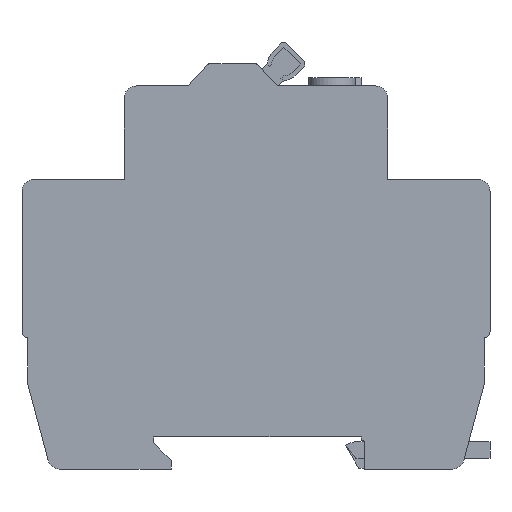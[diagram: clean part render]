
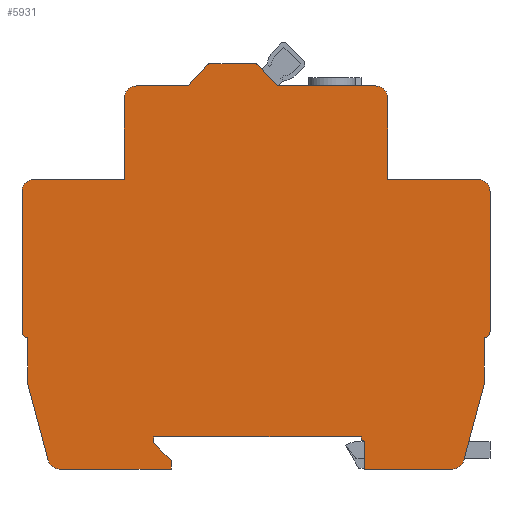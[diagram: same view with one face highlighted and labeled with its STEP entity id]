
A CAD part, left-side view. The second image highlights one B-rep face of the part: STEP entity #5931.
In plain terms, the highlighted planar face has unit normal (-1, 0, 0).
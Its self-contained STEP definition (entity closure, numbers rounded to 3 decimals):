
#158=LINE('',#8824,#824);
#162=LINE('',#8833,#828);
#172=LINE('',#8855,#838);
#261=LINE('',#9076,#927);
#265=LINE('',#9088,#931);
#269=LINE('',#9096,#935);
#287=LINE('',#9141,#953);
#291=LINE('',#9153,#957);
#294=LINE('',#9163,#960);
#302=LINE('',#9179,#968);
#313=LINE('',#9202,#979);
#319=LINE('',#9216,#985);
#322=LINE('',#9225,#988);
#325=LINE('',#9231,#991);
#328=LINE('',#9237,#994);
#331=LINE('',#9243,#997);
#334=LINE('',#9249,#1000);
#337=LINE('',#9255,#1003);
#341=LINE('',#9267,#1007);
#356=LINE('',#9296,#1022);
#360=LINE('',#9312,#1026);
#363=LINE('',#9318,#1029);
#379=LINE('',#9354,#1045);
#824=VECTOR('',#6999,1000.);
#828=VECTOR('',#7005,1000.);
#838=VECTOR('',#7021,1000.);
#927=VECTOR('',#7188,1000.);
#931=VECTOR('',#7200,1000.);
#935=VECTOR('',#7206,1000.);
#953=VECTOR('',#7246,1000.);
#957=VECTOR('',#7258,1000.);
#960=VECTOR('',#7267,1000.);
#968=VECTOR('',#7283,1000.);
#979=VECTOR('',#7302,1000.);
#985=VECTOR('',#7316,1000.);
#988=VECTOR('',#7327,1000.);
#991=VECTOR('',#7332,1000.);
#994=VECTOR('',#7337,1000.);
#997=VECTOR('',#7342,1000.);
#1000=VECTOR('',#7347,1000.);
#1003=VECTOR('',#7352,1000.);
#1007=VECTOR('',#7364,1000.);
#1022=VECTOR('',#7387,1000.);
#1026=VECTOR('',#7403,1000.);
#1029=VECTOR('',#7408,1000.);
#1045=VECTOR('',#7432,1000.);
#1464=PLANE('',#6398);
#2264=ORIENTED_EDGE('',*,*,#3718,.F.);
#2265=ORIENTED_EDGE('',*,*,#3731,.F.);
#2266=ORIENTED_EDGE('',*,*,#3869,.F.);
#2267=ORIENTED_EDGE('',*,*,#3854,.F.);
#2268=ORIENTED_EDGE('',*,*,#3851,.F.);
#2269=ORIENTED_EDGE('',*,*,#3848,.F.);
#2270=ORIENTED_EDGE('',*,*,#3843,.F.);
#2271=ORIENTED_EDGE('',*,*,#3840,.F.);
#2272=ORIENTED_EDGE('',*,*,#3827,.F.);
#2273=ORIENTED_EDGE('',*,*,#3602,.F.);
#2274=ORIENTED_EDGE('',*,*,#3823,.F.);
#2275=ORIENTED_EDGE('',*,*,#3820,.F.);
#2276=ORIENTED_EDGE('',*,*,#3817,.F.);
#2277=ORIENTED_EDGE('',*,*,#3814,.F.);
#2278=ORIENTED_EDGE('',*,*,#3811,.F.);
#2279=ORIENTED_EDGE('',*,*,#3808,.F.);
#2280=ORIENTED_EDGE('',*,*,#3805,.F.);
#2281=ORIENTED_EDGE('',*,*,#3802,.F.);
#2282=ORIENTED_EDGE('',*,*,#3799,.F.);
#2283=ORIENTED_EDGE('',*,*,#3612,.F.);
#2284=ORIENTED_EDGE('',*,*,#3797,.F.);
#2285=ORIENTED_EDGE('',*,*,#3794,.F.);
#2286=ORIENTED_EDGE('',*,*,#3789,.F.);
#2287=ORIENTED_EDGE('',*,*,#3598,.F.);
#2288=ORIENTED_EDGE('',*,*,#3779,.F.);
#2289=ORIENTED_EDGE('',*,*,#3776,.F.);
#2290=ORIENTED_EDGE('',*,*,#3769,.F.);
#2291=ORIENTED_EDGE('',*,*,#3766,.F.);
#2292=ORIENTED_EDGE('',*,*,#3761,.F.);
#2293=ORIENTED_EDGE('',*,*,#3758,.F.);
#2294=ORIENTED_EDGE('',*,*,#3755,.F.);
#2295=ORIENTED_EDGE('',*,*,#3727,.F.);
#2296=ORIENTED_EDGE('',*,*,#3724,.F.);
#2297=ORIENTED_EDGE('',*,*,#3721,.F.);
#3598=EDGE_CURVE('',#4448,#4449,#158,.T.);
#3602=EDGE_CURVE('',#4452,#4453,#162,.T.);
#3612=EDGE_CURVE('',#4462,#4463,#172,.T.);
#3718=EDGE_CURVE('',#4552,#4553,#4967,.T.);
#3721=EDGE_CURVE('',#4553,#4555,#261,.T.);
#3724=EDGE_CURVE('',#4555,#4557,#4969,.T.);
#3727=EDGE_CURVE('',#4557,#4559,#265,.T.);
#3731=EDGE_CURVE('',#4561,#4552,#269,.T.);
#3755=EDGE_CURVE('',#4559,#4578,#287,.T.);
#3758=EDGE_CURVE('',#4578,#4580,#4976,.T.);
#3761=EDGE_CURVE('',#4580,#4582,#291,.T.);
#3766=EDGE_CURVE('',#4582,#4586,#294,.T.);
#3769=EDGE_CURVE('',#4586,#4588,#4980,.T.);
#3776=EDGE_CURVE('',#4588,#4590,#302,.T.);
#3779=EDGE_CURVE('',#4590,#4448,#4982,.T.);
#3789=EDGE_CURVE('',#4449,#4598,#313,.T.);
#3794=EDGE_CURVE('',#4598,#4600,#4984,.T.);
#3797=EDGE_CURVE('',#4600,#4462,#319,.T.);
#3799=EDGE_CURVE('',#4463,#4602,#4986,.T.);
#3802=EDGE_CURVE('',#4602,#4604,#322,.T.);
#3805=EDGE_CURVE('',#4604,#4606,#325,.T.);
#3808=EDGE_CURVE('',#4606,#4608,#328,.T.);
#3811=EDGE_CURVE('',#4608,#4610,#331,.T.);
#3814=EDGE_CURVE('',#4610,#4612,#334,.T.);
#3817=EDGE_CURVE('',#4612,#4614,#337,.T.);
#3820=EDGE_CURVE('',#4614,#4616,#4988,.T.);
#3823=EDGE_CURVE('',#4616,#4452,#341,.T.);
#3827=EDGE_CURVE('',#4453,#4618,#4990,.T.);
#3840=EDGE_CURVE('',#4618,#4628,#356,.T.);
#3843=EDGE_CURVE('',#4628,#4630,#4992,.T.);
#3848=EDGE_CURVE('',#4630,#4634,#360,.T.);
#3851=EDGE_CURVE('',#4634,#4636,#363,.T.);
#3854=EDGE_CURVE('',#4636,#4638,#4996,.T.);
#3869=EDGE_CURVE('',#4638,#4561,#379,.T.);
#4448=VERTEX_POINT('',#8823);
#4449=VERTEX_POINT('',#8825);
#4452=VERTEX_POINT('',#8832);
#4453=VERTEX_POINT('',#8834);
#4462=VERTEX_POINT('',#8856);
#4463=VERTEX_POINT('',#8857);
#4552=VERTEX_POINT('',#9069);
#4553=VERTEX_POINT('',#9071);
#4555=VERTEX_POINT('',#9077);
#4557=VERTEX_POINT('',#9083);
#4559=VERTEX_POINT('',#9089);
#4561=VERTEX_POINT('',#9095);
#4578=VERTEX_POINT('',#9142);
#4580=VERTEX_POINT('',#9148);
#4582=VERTEX_POINT('',#9154);
#4586=VERTEX_POINT('',#9164);
#4588=VERTEX_POINT('',#9170);
#4590=VERTEX_POINT('',#9180);
#4598=VERTEX_POINT('',#9203);
#4600=VERTEX_POINT('',#9211);
#4602=VERTEX_POINT('',#9220);
#4604=VERTEX_POINT('',#9226);
#4606=VERTEX_POINT('',#9232);
#4608=VERTEX_POINT('',#9238);
#4610=VERTEX_POINT('',#9244);
#4612=VERTEX_POINT('',#9250);
#4614=VERTEX_POINT('',#9256);
#4616=VERTEX_POINT('',#9262);
#4618=VERTEX_POINT('',#9273);
#4628=VERTEX_POINT('',#9297);
#4630=VERTEX_POINT('',#9303);
#4634=VERTEX_POINT('',#9313);
#4636=VERTEX_POINT('',#9319);
#4638=VERTEX_POINT('',#9325);
#4967=CIRCLE('',#6331,0.5);
#4969=CIRCLE('',#6335,0.5);
#4976=CIRCLE('',#6350,2.);
#4980=CIRCLE('',#6357,2.);
#4982=CIRCLE('',#6361,1.);
#4984=CIRCLE('',#6365,2.);
#4986=CIRCLE('',#6369,0.5);
#4988=CIRCLE('',#6378,2.);
#4990=CIRCLE('',#6382,1.);
#4992=CIRCLE('',#6386,2.);
#4996=CIRCLE('',#6393,2.);
#5170=EDGE_LOOP('',(#2264,#2265,#2266,#2267,#2268,#2269,#2270,#2271,#2272,
#2273,#2274,#2275,#2276,#2277,#2278,#2279,#2280,#2281,#2282,#2283,#2284,
#2285,#2286,#2287,#2288,#2289,#2290,#2291,#2292,#2293,#2294,#2295,#2296,
#2297));
#5556=FACE_BOUND('',#5170,.T.);
#5931=ADVANCED_FACE('',(#5556),#1464,.F.);
#6331=AXIS2_PLACEMENT_3D('',#9070,#7182,#7183);
#6335=AXIS2_PLACEMENT_3D('',#9082,#7194,#7195);
#6350=AXIS2_PLACEMENT_3D('',#9147,#7251,#7252);
#6357=AXIS2_PLACEMENT_3D('',#9169,#7272,#7273);
#6361=AXIS2_PLACEMENT_3D('',#9185,#7288,#7289);
#6365=AXIS2_PLACEMENT_3D('',#9210,#7309,#7310);
#6369=AXIS2_PLACEMENT_3D('',#9219,#7320,#7321);
#6378=AXIS2_PLACEMENT_3D('',#9261,#7357,#7358);
#6382=AXIS2_PLACEMENT_3D('',#9272,#7370,#7371);
#6386=AXIS2_PLACEMENT_3D('',#9302,#7392,#7393);
#6393=AXIS2_PLACEMENT_3D('',#9324,#7413,#7414);
#6398=AXIS2_PLACEMENT_3D('',#9365,#7443,#7444);
#6999=DIRECTION('',(0.,0.,-1.));
#7005=DIRECTION('',(0.,0.,1.));
#7021=DIRECTION('',(0.,0.,1.));
#7182=DIRECTION('',(1.,0.,0.));
#7183=DIRECTION('',(0.,0.,-1.));
#7188=DIRECTION('',(0.,-1.,0.));
#7194=DIRECTION('',(1.,0.,0.));
#7195=DIRECTION('',(0.,0.,-1.));
#7200=DIRECTION('',(0.,-0.677,-0.736));
#7206=DIRECTION('',(0.,-0.677,0.736));
#7246=DIRECTION('',(0.,-1.,0.));
#7251=DIRECTION('',(1.,0.,0.));
#7252=DIRECTION('',(0.,0.,-1.));
#7258=DIRECTION('',(0.,0.,-1.));
#7267=DIRECTION('',(0.,-1.,0.));
#7272=DIRECTION('',(1.,0.,0.));
#7273=DIRECTION('',(0.,0.,-1.));
#7283=DIRECTION('',(0.,0.,-1.));
#7288=DIRECTION('',(1.,0.,0.));
#7289=DIRECTION('',(0.,0.,-1.));
#7302=DIRECTION('',(0.,0.259,-0.966));
#7309=DIRECTION('',(1.,0.,0.));
#7310=DIRECTION('',(0.,0.,-1.));
#7316=DIRECTION('',(0.,1.,0.));
#7320=DIRECTION('',(1.,0.,0.));
#7321=DIRECTION('',(0.,0.,-1.));
#7327=DIRECTION('',(0.,0.,1.));
#7332=DIRECTION('',(0.,1.,0.));
#7337=DIRECTION('',(0.,0.,-1.));
#7342=DIRECTION('',(0.,-0.707,-0.707));
#7347=DIRECTION('',(0.,0.,-1.));
#7352=DIRECTION('',(0.,1.,0.));
#7357=DIRECTION('',(1.,0.,0.));
#7358=DIRECTION('',(0.,0.,-1.));
#7364=DIRECTION('',(0.,0.259,0.966));
#7370=DIRECTION('',(1.,0.,0.));
#7371=DIRECTION('',(0.,0.,-1.));
#7387=DIRECTION('',(0.,0.,1.));
#7392=DIRECTION('',(1.,0.,0.));
#7393=DIRECTION('',(0.,0.,-1.));
#7403=DIRECTION('',(0.,-1.,0.));
#7408=DIRECTION('',(0.,0.,1.));
#7413=DIRECTION('',(1.,0.,0.));
#7414=DIRECTION('',(0.,0.,-1.));
#7432=DIRECTION('',(0.,-1.,0.));
#7443=DIRECTION('',(1.,0.,0.));
#7444=DIRECTION('',(0.,0.,-1.));
#8823=CARTESIAN_POINT('',(0.,1.,22.5));
#8824=CARTESIAN_POINT('',(0.,1.,22.5));
#8825=CARTESIAN_POINT('',(0.,1.,14.5));
#8832=CARTESIAN_POINT('',(0.,79.,14.5));
#8833=CARTESIAN_POINT('',(0.,79.,14.5));
#8834=CARTESIAN_POINT('',(0.,79.,22.5));
#8855=CARTESIAN_POINT('',(0.,21.5,0.));
#8856=CARTESIAN_POINT('',(0.,21.5,0.));
#8857=CARTESIAN_POINT('',(0.,21.5,4.8));
#9069=CARTESIAN_POINT('',(0.,48.249,69.139));
#9070=CARTESIAN_POINT('',(0.,47.881,68.8));
#9071=CARTESIAN_POINT('',(0.,47.881,69.3));
#9076=CARTESIAN_POINT('',(0.,47.881,69.3));
#9077=CARTESIAN_POINT('',(0.,40.119,69.3));
#9082=CARTESIAN_POINT('',(0.,40.119,68.8));
#9083=CARTESIAN_POINT('',(0.,39.751,69.139));
#9088=CARTESIAN_POINT('',(0.,39.751,69.139));
#9089=CARTESIAN_POINT('',(0.,36.4,65.5));
#9095=CARTESIAN_POINT('',(0.,51.6,65.5));
#9096=CARTESIAN_POINT('',(0.,51.6,65.5));
#9141=CARTESIAN_POINT('',(0.,36.4,65.5));
#9142=CARTESIAN_POINT('',(0.,19.5,65.5));
#9147=CARTESIAN_POINT('',(0.,19.5,63.5));
#9148=CARTESIAN_POINT('',(0.,17.5,63.5));
#9153=CARTESIAN_POINT('',(0.,17.5,63.5));
#9154=CARTESIAN_POINT('',(0.,17.5,49.5));
#9163=CARTESIAN_POINT('',(0.,17.5,49.5));
#9164=CARTESIAN_POINT('',(0.,2.,49.5));
#9169=CARTESIAN_POINT('',(0.,2.,47.5));
#9170=CARTESIAN_POINT('',(0.,0.,47.5));
#9179=CARTESIAN_POINT('',(0.,0.,47.5));
#9180=CARTESIAN_POINT('',(0.,0.,23.5));
#9185=CARTESIAN_POINT('',(0.,1.,23.5));
#9202=CARTESIAN_POINT('',(0.,1.,14.5));
#9203=CARTESIAN_POINT('',(0.,4.488,1.482));
#9210=CARTESIAN_POINT('',(0.,6.42,2.));
#9211=CARTESIAN_POINT('',(0.,6.42,0.));
#9216=CARTESIAN_POINT('',(0.,6.42,0.));
#9219=CARTESIAN_POINT('',(0.,21.5,5.3));
#9220=CARTESIAN_POINT('',(0.,22.,5.3));
#9225=CARTESIAN_POINT('',(0.,22.,5.3));
#9226=CARTESIAN_POINT('',(0.,22.,5.5));
#9231=CARTESIAN_POINT('',(0.,22.,5.5));
#9232=CARTESIAN_POINT('',(0.,57.5,5.5));
#9237=CARTESIAN_POINT('',(0.,57.5,5.5));
#9238=CARTESIAN_POINT('',(0.,57.5,4.5));
#9243=CARTESIAN_POINT('',(0.,57.5,4.5));
#9244=CARTESIAN_POINT('',(0.,54.5,1.5));
#9249=CARTESIAN_POINT('',(0.,54.5,1.5));
#9250=CARTESIAN_POINT('',(0.,54.5,0.));
#9255=CARTESIAN_POINT('',(0.,54.5,0.));
#9256=CARTESIAN_POINT('',(0.,73.58,0.));
#9261=CARTESIAN_POINT('',(0.,73.58,2.));
#9262=CARTESIAN_POINT('',(0.,75.512,1.482));
#9267=CARTESIAN_POINT('',(0.,75.512,1.482));
#9272=CARTESIAN_POINT('',(0.,79.,23.5));
#9273=CARTESIAN_POINT('',(0.,80.,23.5));
#9296=CARTESIAN_POINT('',(0.,80.,23.5));
#9297=CARTESIAN_POINT('',(0.,80.,47.5));
#9302=CARTESIAN_POINT('',(0.,78.,47.5));
#9303=CARTESIAN_POINT('',(0.,78.,49.5));
#9312=CARTESIAN_POINT('',(0.,78.,49.5));
#9313=CARTESIAN_POINT('',(0.,62.5,49.5));
#9318=CARTESIAN_POINT('',(0.,62.5,49.5));
#9319=CARTESIAN_POINT('',(0.,62.5,63.5));
#9324=CARTESIAN_POINT('',(0.,60.5,63.5));
#9325=CARTESIAN_POINT('',(0.,60.5,65.5));
#9354=CARTESIAN_POINT('',(0.,60.5,65.5));
#9365=CARTESIAN_POINT('',(0.,47.881,68.8));
